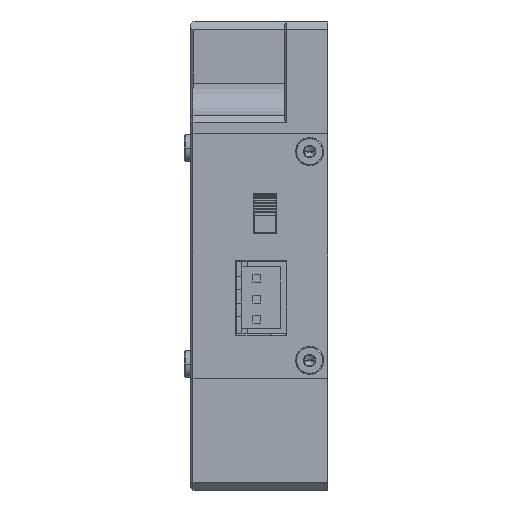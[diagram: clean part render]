
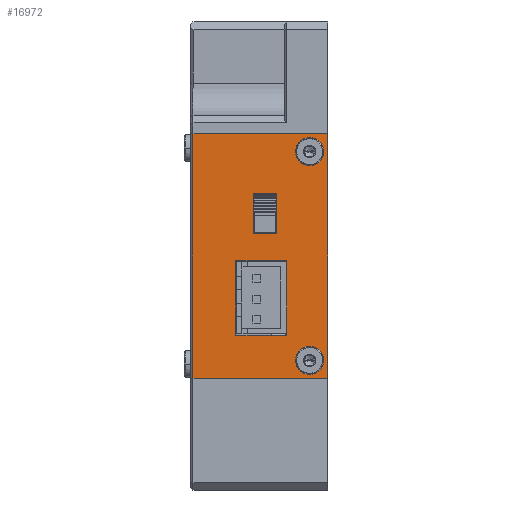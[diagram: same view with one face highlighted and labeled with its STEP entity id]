
A CAD part, left-side view. The second image highlights one B-rep face of the part: STEP entity #16972.
In plain terms, the highlighted planar face has unit normal (-1, 0, 0).
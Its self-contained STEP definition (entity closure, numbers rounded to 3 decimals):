
#16284=DIRECTION('',(0.,-1.,0.));
#16285=VECTOR('',#16284,18.7);
#16286=CARTESIAN_POINT('',(0.,18.7,-16.95));
#16287=LINE('',#16286,#16285);
#16300=DIRECTION('',(0.,1.,0.));
#16301=VECTOR('',#16300,18.7);
#16302=CARTESIAN_POINT('',(0.,0.,16.95));
#16303=LINE('',#16302,#16301);
#16312=DIRECTION('',(0.,0.,-1.));
#16313=VECTOR('',#16312,5.6);
#16314=CARTESIAN_POINT('',(0.,10.3,8.7));
#16315=LINE('',#16314,#16313);
#16316=DIRECTION('',(0.,-1.,0.));
#16317=VECTOR('',#16316,3.2);
#16318=CARTESIAN_POINT('',(0.,10.3,3.1));
#16319=LINE('',#16318,#16317);
#16320=DIRECTION('',(0.,0.,1.));
#16321=VECTOR('',#16320,5.6);
#16322=CARTESIAN_POINT('',(0.,7.1,3.1));
#16323=LINE('',#16322,#16321);
#16324=DIRECTION('',(0.,1.,0.));
#16325=VECTOR('',#16324,3.2);
#16326=CARTESIAN_POINT('',(0.,7.1,8.7));
#16327=LINE('',#16326,#16325);
#16328=DIRECTION('',(0.,1.,0.));
#16329=VECTOR('',#16328,7.05);
#16330=CARTESIAN_POINT('',(0.,5.7,-0.65));
#16331=LINE('',#16330,#16329);
#16332=DIRECTION('',(0.,0.,-1.));
#16333=VECTOR('',#16332,10.35);
#16334=CARTESIAN_POINT('',(0.,12.75,-0.65));
#16335=LINE('',#16334,#16333);
#16336=DIRECTION('',(0.,-1.,0.));
#16337=VECTOR('',#16336,7.05);
#16338=CARTESIAN_POINT('',(0.,12.75,-11.));
#16339=LINE('',#16338,#16337);
#16340=DIRECTION('',(0.,0.,1.));
#16341=VECTOR('',#16340,10.35);
#16342=CARTESIAN_POINT('',(0.,5.7,-11.));
#16343=LINE('',#16342,#16341);
#16344=CARTESIAN_POINT('',(0.,2.5,14.5));
#16345=DIRECTION('',(-1.,0.,0.));
#16346=DIRECTION('',(0.,0.,1.));
#16347=AXIS2_PLACEMENT_3D('',#16344,#16345,#16346);
#16349=CARTESIAN_POINT('',(0.,2.5,14.5));
#16350=DIRECTION('',(-1.,0.,0.));
#16351=DIRECTION('',(0.,0.,-1.));
#16352=AXIS2_PLACEMENT_3D('',#16349,#16350,#16351);
#16354=CARTESIAN_POINT('',(0.,2.5,-14.5));
#16355=DIRECTION('',(-1.,0.,0.));
#16356=DIRECTION('',(0.,0.,1.));
#16357=AXIS2_PLACEMENT_3D('',#16354,#16355,#16356);
#16359=CARTESIAN_POINT('',(0.,2.5,-14.5));
#16360=DIRECTION('',(-1.,0.,0.));
#16361=DIRECTION('',(0.,0.,-1.));
#16362=AXIS2_PLACEMENT_3D('',#16359,#16360,#16361);
#16364=DIRECTION('',(0.,0.,1.));
#16365=VECTOR('',#16364,33.9);
#16366=CARTESIAN_POINT('',(0.,18.7,-16.95));
#16367=LINE('',#16366,#16365);
#16368=DIRECTION('',(0.,0.,1.));
#16369=VECTOR('',#16368,33.9);
#16370=CARTESIAN_POINT('',(0.,0.,-16.95));
#16371=LINE('',#16370,#16369);
#16572=CARTESIAN_POINT('',(0.,10.3,8.7));
#16573=CARTESIAN_POINT('',(0.,10.3,3.1));
#16574=VERTEX_POINT('',#16572);
#16575=VERTEX_POINT('',#16573);
#16576=CARTESIAN_POINT('',(0.,7.1,3.1));
#16577=VERTEX_POINT('',#16576);
#16578=CARTESIAN_POINT('',(0.,7.1,8.7));
#16579=VERTEX_POINT('',#16578);
#16580=CARTESIAN_POINT('',(0.,5.7,-0.65));
#16581=CARTESIAN_POINT('',(0.,12.75,-0.65));
#16582=VERTEX_POINT('',#16580);
#16583=VERTEX_POINT('',#16581);
#16584=CARTESIAN_POINT('',(0.,12.75,-11.));
#16585=VERTEX_POINT('',#16584);
#16586=CARTESIAN_POINT('',(0.,5.7,-11.));
#16587=VERTEX_POINT('',#16586);
#16664=CARTESIAN_POINT('',(0.,2.5,16.45));
#16665=CARTESIAN_POINT('',(0.,2.5,12.55));
#16666=VERTEX_POINT('',#16664);
#16667=VERTEX_POINT('',#16665);
#16668=CARTESIAN_POINT('',(0.,2.5,-12.55));
#16669=CARTESIAN_POINT('',(0.,2.5,-16.45));
#16670=VERTEX_POINT('',#16668);
#16671=VERTEX_POINT('',#16669);
#16681=CARTESIAN_POINT('',(0.,18.7,16.95));
#16683=VERTEX_POINT('',#16681);
#16684=CARTESIAN_POINT('',(0.,18.7,-16.95));
#16685=VERTEX_POINT('',#16684);
#16688=CARTESIAN_POINT('',(0.,0.,-16.95));
#16689=CARTESIAN_POINT('',(0.,0.,16.95));
#16690=VERTEX_POINT('',#16688);
#16691=VERTEX_POINT('',#16689);
#16927=CARTESIAN_POINT('',(0.,19.,-16.95));
#16928=DIRECTION('',(-1.,0.,0.));
#16929=DIRECTION('',(0.,0.,1.));
#16930=AXIS2_PLACEMENT_3D('',#16927,#16928,#16929);
#16931=PLANE('',#16930);
#16933=ORIENTED_EDGE('',*,*,#16932,.T.);
#16934=ORIENTED_EDGE('',*,*,#16913,.F.);
#16936=ORIENTED_EDGE('',*,*,#16935,.F.);
#16937=ORIENTED_EDGE('',*,*,#16862,.F.);
#16938=EDGE_LOOP('',(#16933,#16934,#16936,#16937));
#16939=FACE_OUTER_BOUND('',#16938,.F.);
#16941=ORIENTED_EDGE('',*,*,#16940,.T.);
#16943=ORIENTED_EDGE('',*,*,#16942,.T.);
#16945=ORIENTED_EDGE('',*,*,#16944,.T.);
#16947=ORIENTED_EDGE('',*,*,#16946,.T.);
#16948=EDGE_LOOP('',(#16941,#16943,#16945,#16947));
#16949=FACE_BOUND('',#16948,.F.);
#16951=ORIENTED_EDGE('',*,*,#16950,.T.);
#16953=ORIENTED_EDGE('',*,*,#16952,.T.);
#16954=EDGE_LOOP('',(#16951,#16953));
#16955=FACE_BOUND('',#16954,.F.);
#16957=ORIENTED_EDGE('',*,*,#16956,.T.);
#16959=ORIENTED_EDGE('',*,*,#16958,.T.);
#16960=EDGE_LOOP('',(#16957,#16959));
#16961=FACE_BOUND('',#16960,.F.);
#16963=ORIENTED_EDGE('',*,*,#16962,.T.);
#16965=ORIENTED_EDGE('',*,*,#16964,.T.);
#16967=ORIENTED_EDGE('',*,*,#16966,.T.);
#16969=ORIENTED_EDGE('',*,*,#16968,.T.);
#16970=EDGE_LOOP('',(#16963,#16965,#16967,#16969));
#16971=FACE_BOUND('',#16970,.F.);
#16972=ADVANCED_FACE('',(#16939,#16949,#16955,#16961,#16971),#16931,.T.);
#16348=CIRCLE('',#16347,1.95);
#16353=CIRCLE('',#16352,1.95);
#16358=CIRCLE('',#16357,1.95);
#16363=CIRCLE('',#16362,1.95);
#16862=EDGE_CURVE('',#16685,#16690,#16287,.T.);
#16913=EDGE_CURVE('',#16691,#16683,#16303,.T.);
#16932=EDGE_CURVE('',#16685,#16683,#16367,.T.);
#16935=EDGE_CURVE('',#16690,#16691,#16371,.T.);
#16940=EDGE_CURVE('',#16582,#16583,#16331,.T.);
#16942=EDGE_CURVE('',#16583,#16585,#16335,.T.);
#16944=EDGE_CURVE('',#16585,#16587,#16339,.T.);
#16946=EDGE_CURVE('',#16587,#16582,#16343,.T.);
#16950=EDGE_CURVE('',#16666,#16667,#16348,.T.);
#16952=EDGE_CURVE('',#16667,#16666,#16353,.T.);
#16956=EDGE_CURVE('',#16670,#16671,#16358,.T.);
#16958=EDGE_CURVE('',#16671,#16670,#16363,.T.);
#16962=EDGE_CURVE('',#16574,#16575,#16315,.T.);
#16964=EDGE_CURVE('',#16575,#16577,#16319,.T.);
#16966=EDGE_CURVE('',#16577,#16579,#16323,.T.);
#16968=EDGE_CURVE('',#16579,#16574,#16327,.T.);
